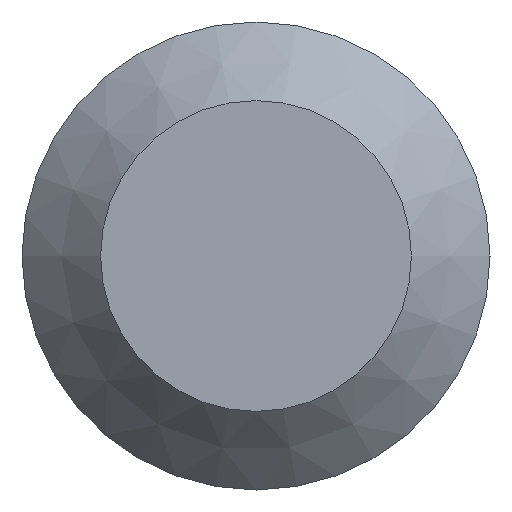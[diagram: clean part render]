
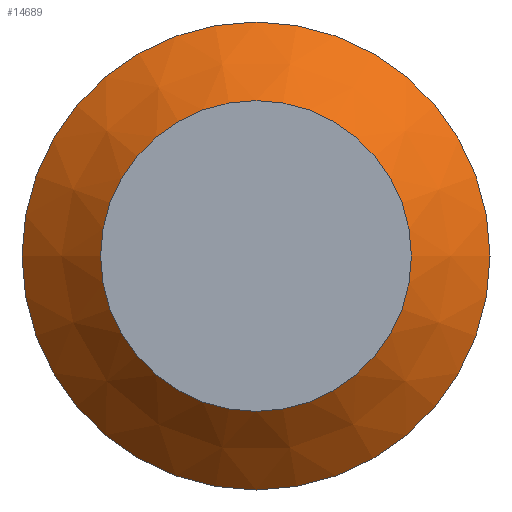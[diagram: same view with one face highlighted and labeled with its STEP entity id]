
A CAD part, left-side view. The second image highlights one B-rep face of the part: STEP entity #14689.
In plain terms, the highlighted conical face has half-angle 45 degrees and reference radius 3.32 mm.
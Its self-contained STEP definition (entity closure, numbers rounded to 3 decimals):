
#54 = ORIENTED_EDGE ( 'NONE', *, *, #7947, .F. ) ;
#351 = VERTEX_POINT ( 'NONE', #16476 ) ;
#693 = CIRCLE ( 'NONE', #9809, 5. ) ;
#1329 = FACE_BOUND ( 'NONE', #13570, .T. ) ;
#1763 = CIRCLE ( 'NONE', #7784, 3.32 ) ;
#1768 = CONICAL_SURFACE ( 'NONE', #2612, 3.32, 0.785 ) ;
#1833 = CARTESIAN_POINT ( 'NONE',  ( 0., -3.32, 0. ) ) ;
#2348 = CARTESIAN_POINT ( 'NONE',  ( 0., 0., 0. ) ) ;
#2612 = AXIS2_PLACEMENT_3D ( 'NONE', #4904, #10595, #17133 ) ;
#3252 = ORIENTED_EDGE ( 'NONE', *, *, #13854, .T. ) ;
#4847 = FACE_OUTER_BOUND ( 'NONE', #14329, .T. ) ;
#4904 = CARTESIAN_POINT ( 'NONE',  ( 0., 0., 0. ) ) ;
#5321 = DIRECTION ( 'NONE',  ( -1., 0., 0. ) ) ;
#5382 = CARTESIAN_POINT ( 'NONE',  ( 1.68, 0., 0. ) ) ;
#5524 = VERTEX_POINT ( 'NONE', #1833 ) ;
#6177 = DIRECTION ( 'NONE',  ( 0., -1., 0. ) ) ;
#7784 = AXIS2_PLACEMENT_3D ( 'NONE', #2348, #12958, #6177 ) ;
#7947 = EDGE_CURVE ( 'NONE', #5524, #5524, #1763, .T. ) ;
#8103 = DIRECTION ( 'NONE',  ( 0., -1., 0. ) ) ;
#9809 = AXIS2_PLACEMENT_3D ( 'NONE', #5382, #5321, #8103 ) ;
#10595 = DIRECTION ( 'NONE',  ( 1., 0., 0. ) ) ;
#12958 = DIRECTION ( 'NONE',  ( -1., 0., 0. ) ) ;
#13570 = EDGE_LOOP ( 'NONE', ( #54 ) ) ;
#13854 = EDGE_CURVE ( 'NONE', #351, #351, #693, .T. ) ;
#14329 = EDGE_LOOP ( 'NONE', ( #3252 ) ) ;
#14689 = ADVANCED_FACE ( 'NONE', ( #4847, #1329 ), #1768, .T. ) ;
#16476 = CARTESIAN_POINT ( 'NONE',  ( 1.68, -5., 0. ) ) ;
#17133 = DIRECTION ( 'NONE',  ( 0., 1., 0. ) ) ;
